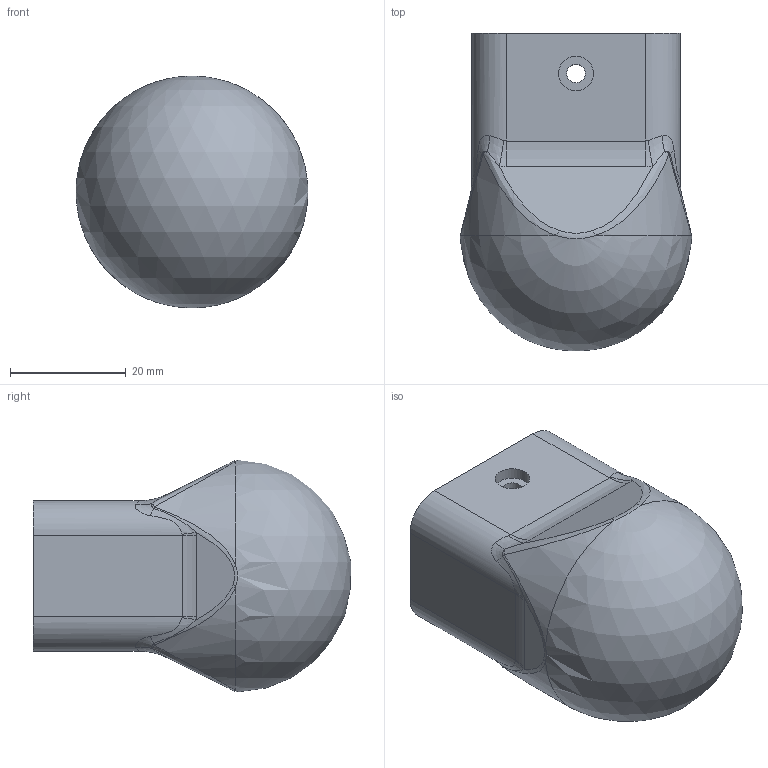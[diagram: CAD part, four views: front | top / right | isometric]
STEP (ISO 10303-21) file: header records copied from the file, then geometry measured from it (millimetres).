
FILE_DESCRIPTION(/* description */ (''),/* implementation_level */ '2;1');
FILE_NAME(/* name */ 'RP_Calf-Foot.stp',/* time_stamp */ '2025-08-05T11:20:24+09:00',/* author */ ('佐藤智貴'),/* organization */ (''),/* preprocessor_version */ 'ST-DEVELOPER v20',/* originating_system */ 'Autodesk Inventor 2024',/* authorisation */ '');
FILE_SCHEMA (('AUTOMOTIVE_DESIGN { 1 0 10303 214 3 1 1 }'));
Length unit declared in the file: millimetre
Products named in the file (1): RP_Calf-Foot
Bounding box: 40 x 54.86 x 39.99 mm (x, y, z)
Volume: 33928.7 mm3; surface area: 11056 mm2
Topology: 1 solids, 1 shells, 114 faces, 288 edges, 180 vertices
Faces by surface type: cylinder 40, plane 37, bspline 28, sphere 5, torus 4
Full cylindrical faces by diameter (mm): 3.2 x2, 6 x2
Entity records: 4127 total; most frequent: CARTESIAN_POINT 1343, DIRECTION 582, ORIENTED_EDGE 576, EDGE_CURVE 288, AXIS2_PLACEMENT_3D 231, VERTEX_POINT 180, EDGE_LOOP 122, LINE 120
